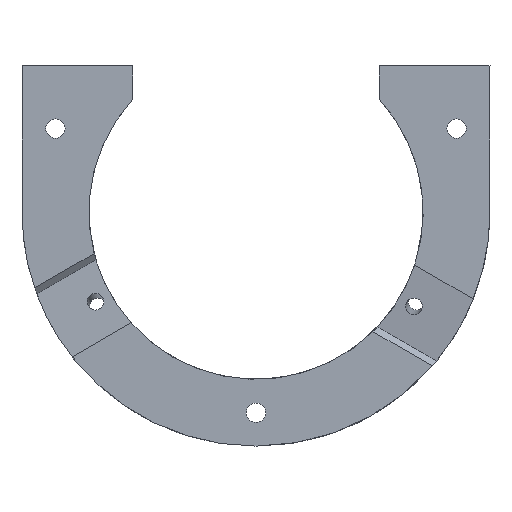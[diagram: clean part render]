
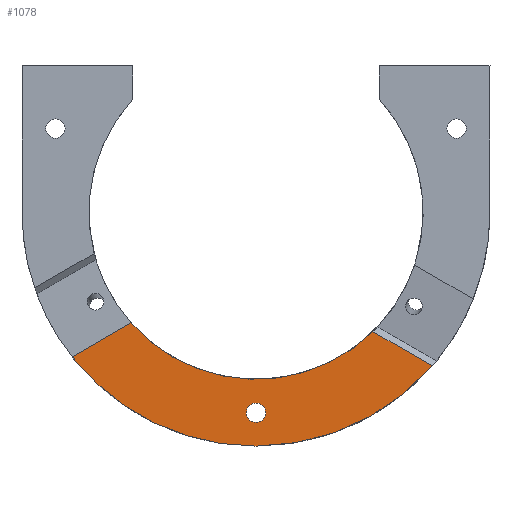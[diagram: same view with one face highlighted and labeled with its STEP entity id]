
A CAD part, left-side view. The second image highlights one B-rep face of the part: STEP entity #1078.
In plain terms, the highlighted planar face has unit normal (-1, 0, 0).
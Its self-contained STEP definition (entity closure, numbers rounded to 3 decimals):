
#100 = CYLINDRICAL_SURFACE('',#101,42.);
#101 = AXIS2_PLACEMENT_3D('',#102,#103,#104);
#102 = CARTESIAN_POINT('',(0.,0.,0.));
#103 = DIRECTION('',(-1.,0.,0.));
#104 = DIRECTION('',(0.,1.,0.));
#403 = VERTEX_POINT('',#404);
#404 = CARTESIAN_POINT('',(0.,0.,-42.)
  );
#418 = CYLINDRICAL_SURFACE('',#419,42.);
#419 = AXIS2_PLACEMENT_3D('',#420,#421,#422);
#420 = CARTESIAN_POINT('',(0.,0.,0.));
#421 = DIRECTION('',(-1.,0.,0.));
#422 = DIRECTION('',(0.,1.,0.));
#430 = EDGE_CURVE('',#431,#403,#433,.T.);
#431 = VERTEX_POINT('',#432);
#432 = CARTESIAN_POINT('',(0.,-31.651,
    -27.608));
#433 = SURFACE_CURVE('',#434,(#439,#446),.PCURVE_S1.);
#434 = CIRCLE('',#435,42.);
#435 = AXIS2_PLACEMENT_3D('',#436,#437,#438);
#436 = CARTESIAN_POINT('',(0.,0.,0.));
#437 = DIRECTION('',(1.,0.,0.));
#438 = DIRECTION('',(0.,1.,0.));
#439 = PCURVE('',#100,#440);
#440 = DEFINITIONAL_REPRESENTATION('',(#441),#445);
#441 = LINE('',#442,#443);
#442 = CARTESIAN_POINT('',(-0.,0.));
#443 = VECTOR('',#444,1.);
#444 = DIRECTION('',(-1.,0.));
#445 = ( GEOMETRIC_REPRESENTATION_CONTEXT(2) 
PARAMETRIC_REPRESENTATION_CONTEXT() REPRESENTATION_CONTEXT('2D SPACE',''
  ) );
#446 = PCURVE('',#447,#452);
#447 = PLANE('',#448);
#448 = AXIS2_PLACEMENT_3D('',#449,#450,#451);
#449 = CARTESIAN_POINT('',(0.,0.,
    -6.526));
#450 = DIRECTION('',(-1.,0.,0.));
#451 = DIRECTION('',(0.,0.,-1.));
#452 = DEFINITIONAL_REPRESENTATION('',(#453),#461);
#453 = ( BOUNDED_CURVE() B_SPLINE_CURVE(2,(#454,#455,#456,#457,#458,#459
,#460),.UNSPECIFIED.,.T.,.F.) B_SPLINE_CURVE_WITH_KNOTS((1,2,2,2,2,1),(
    -2.094,0.,2.094,4.189,6.283,
8.378),.UNSPECIFIED.) CURVE() GEOMETRIC_REPRESENTATION_ITEM() 
RATIONAL_B_SPLINE_CURVE((1.,0.5,1.,0.5,1.,0.5,1.)) REPRESENTATION_ITEM(
  '') );
#454 = CARTESIAN_POINT('',(-6.526,-42.));
#455 = CARTESIAN_POINT('',(-79.272,-42.));
#456 = CARTESIAN_POINT('',(-42.899,21.));
#457 = CARTESIAN_POINT('',(-6.526,84.));
#458 = CARTESIAN_POINT('',(29.847,21.));
#459 = CARTESIAN_POINT('',(66.22,-42.));
#460 = CARTESIAN_POINT('',(-6.526,-42.));
#461 = ( GEOMETRIC_REPRESENTATION_CONTEXT(2) 
PARAMETRIC_REPRESENTATION_CONTEXT() REPRESENTATION_CONTEXT('2D SPACE',''
  ) );
#483 = PLANE('',#484);
#484 = AXIS2_PLACEMENT_3D('',#485,#486,#487);
#485 = CARTESIAN_POINT('',(-1.,4.542,-7.867));
#486 = DIRECTION('',(-0.707,-0.354,0.612));
#487 = DIRECTION('',(0.707,-0.354,0.612));
#574 = CYLINDRICAL_SURFACE('',#575,30.);
#575 = AXIS2_PLACEMENT_3D('',#576,#577,#578);
#576 = CARTESIAN_POINT('',(0.,0.,0.));
#577 = DIRECTION('',(-1.,0.,0.));
#578 = DIRECTION('',(0.,1.,0.));
#1031 = VERTEX_POINT('',#1032);
#1032 = CARTESIAN_POINT('',(0.,-20.978,
    -21.446));
#1057 = EDGE_CURVE('',#431,#1031,#1058,.T.);
#1058 = SURFACE_CURVE('',#1059,(#1063,#1070),.PCURVE_S1.);
#1059 = LINE('',#1060,#1061);
#1060 = CARTESIAN_POINT('',(0.,2.629,
    -7.816));
#1061 = VECTOR('',#1062,1.);
#1062 = DIRECTION('',(0.,0.866,0.5));
#1063 = PCURVE('',#483,#1064);
#1064 = DEFINITIONAL_REPRESENTATION('',(#1065),#1069);
#1065 = LINE('',#1066,#1067);
#1066 = CARTESIAN_POINT('',(1.414,-1.631));
#1067 = VECTOR('',#1068,1.);
#1068 = DIRECTION('',(0.,1.));
#1069 = ( GEOMETRIC_REPRESENTATION_CONTEXT(2) 
PARAMETRIC_REPRESENTATION_CONTEXT() REPRESENTATION_CONTEXT('2D SPACE',''
  ) );
#1070 = PCURVE('',#447,#1071);
#1071 = DEFINITIONAL_REPRESENTATION('',(#1072),#1076);
#1072 = LINE('',#1073,#1074);
#1073 = CARTESIAN_POINT('',(1.291,-2.629));
#1074 = VECTOR('',#1075,1.);
#1075 = DIRECTION('',(-0.5,-0.866));
#1076 = ( GEOMETRIC_REPRESENTATION_CONTEXT(2) 
PARAMETRIC_REPRESENTATION_CONTEXT() REPRESENTATION_CONTEXT('2D SPACE',''
  ) );
#1078 = ADVANCED_FACE('',(#1079,#1165),#447,.T.);
#1079 = FACE_BOUND('',#1080,.T.);
#1080 = EDGE_LOOP('',(#1081,#1082,#1083,#1111,#1139));
#1081 = ORIENTED_EDGE('',*,*,#430,.F.);
#1082 = ORIENTED_EDGE('',*,*,#1057,.T.);
#1083 = ORIENTED_EDGE('',*,*,#1084,.T.);
#1084 = EDGE_CURVE('',#1031,#1085,#1087,.T.);
#1085 = VERTEX_POINT('',#1086);
#1086 = CARTESIAN_POINT('',(0.,22.456,
    -19.893));
#1087 = SURFACE_CURVE('',#1088,(#1093,#1104),.PCURVE_S1.);
#1088 = CIRCLE('',#1089,30.);
#1089 = AXIS2_PLACEMENT_3D('',#1090,#1091,#1092);
#1090 = CARTESIAN_POINT('',(0.,0.,0.));
#1091 = DIRECTION('',(1.,0.,0.));
#1092 = DIRECTION('',(0.,1.,0.));
#1093 = PCURVE('',#447,#1094);
#1094 = DEFINITIONAL_REPRESENTATION('',(#1095),#1103);
#1095 = ( BOUNDED_CURVE() B_SPLINE_CURVE(2,(#1096,#1097,#1098,#1099,
#1100,#1101,#1102),.UNSPECIFIED.,.T.,.F.) B_SPLINE_CURVE_WITH_KNOTS((1,2
    ,2,2,2,1),(-2.094,0.,2.094,4.189,
6.283,8.378),.UNSPECIFIED.) CURVE() 
GEOMETRIC_REPRESENTATION_ITEM() RATIONAL_B_SPLINE_CURVE((1.,0.5,1.,0.5,
1.,0.5,1.)) REPRESENTATION_ITEM('') );
#1096 = CARTESIAN_POINT('',(-6.526,-30.));
#1097 = CARTESIAN_POINT('',(-58.487,-30.));
#1098 = CARTESIAN_POINT('',(-32.507,15.));
#1099 = CARTESIAN_POINT('',(-6.526,60.));
#1100 = CARTESIAN_POINT('',(19.455,15.));
#1101 = CARTESIAN_POINT('',(45.436,-30.));
#1102 = CARTESIAN_POINT('',(-6.526,-30.));
#1103 = ( GEOMETRIC_REPRESENTATION_CONTEXT(2) 
PARAMETRIC_REPRESENTATION_CONTEXT() REPRESENTATION_CONTEXT('2D SPACE',''
  ) );
#1104 = PCURVE('',#574,#1105);
#1105 = DEFINITIONAL_REPRESENTATION('',(#1106),#1110);
#1106 = LINE('',#1107,#1108);
#1107 = CARTESIAN_POINT('',(-0.,0.));
#1108 = VECTOR('',#1109,1.);
#1109 = DIRECTION('',(-1.,0.));
#1110 = ( GEOMETRIC_REPRESENTATION_CONTEXT(2) 
PARAMETRIC_REPRESENTATION_CONTEXT() REPRESENTATION_CONTEXT('2D SPACE',''
  ) );
#1111 = ORIENTED_EDGE('',*,*,#1112,.T.);
#1112 = EDGE_CURVE('',#1085,#1113,#1115,.T.);
#1113 = VERTEX_POINT('',#1114);
#1114 = CARTESIAN_POINT('',(0.,33.,
    -25.981));
#1115 = SURFACE_CURVE('',#1116,(#1120,#1127),.PCURVE_S1.);
#1116 = LINE('',#1117,#1118);
#1117 = CARTESIAN_POINT('',(0.,-3.,-5.196));
#1118 = VECTOR('',#1119,1.);
#1119 = DIRECTION('',(0.,0.866,-0.5));
#1120 = PCURVE('',#447,#1121);
#1121 = DEFINITIONAL_REPRESENTATION('',(#1122),#1126);
#1122 = LINE('',#1123,#1124);
#1123 = CARTESIAN_POINT('',(-1.33,3.));
#1124 = VECTOR('',#1125,1.);
#1125 = DIRECTION('',(0.5,-0.866));
#1126 = ( GEOMETRIC_REPRESENTATION_CONTEXT(2) 
PARAMETRIC_REPRESENTATION_CONTEXT() REPRESENTATION_CONTEXT('2D SPACE',''
  ) );
#1127 = PCURVE('',#1128,#1133);
#1128 = PLANE('',#1129);
#1129 = AXIS2_PLACEMENT_3D('',#1130,#1131,#1132);
#1130 = CARTESIAN_POINT('',(1.133,3.475,6.019)
  );
#1131 = DIRECTION('',(-0.996,0.044,
    0.075));
#1132 = DIRECTION('',(-0.087,-0.498,
    -0.863));
#1133 = DEFINITIONAL_REPRESENTATION('',(#1134),#1138);
#1134 = LINE('',#1135,#1136);
#1135 = CARTESIAN_POINT('',(13.,0.));
#1136 = VECTOR('',#1137,1.);
#1137 = DIRECTION('',(0.,-1.));
#1138 = ( GEOMETRIC_REPRESENTATION_CONTEXT(2) 
PARAMETRIC_REPRESENTATION_CONTEXT() REPRESENTATION_CONTEXT('2D SPACE',''
  ) );
#1139 = ORIENTED_EDGE('',*,*,#1140,.F.);
#1140 = EDGE_CURVE('',#403,#1113,#1141,.T.);
#1141 = SURFACE_CURVE('',#1142,(#1147,#1158),.PCURVE_S1.);
#1142 = CIRCLE('',#1143,42.);
#1143 = AXIS2_PLACEMENT_3D('',#1144,#1145,#1146);
#1144 = CARTESIAN_POINT('',(0.,0.,0.));
#1145 = DIRECTION('',(1.,0.,0.));
#1146 = DIRECTION('',(0.,1.,0.));
#1147 = PCURVE('',#447,#1148);
#1148 = DEFINITIONAL_REPRESENTATION('',(#1149),#1157);
#1149 = ( BOUNDED_CURVE() B_SPLINE_CURVE(2,(#1150,#1151,#1152,#1153,
#1154,#1155,#1156),.UNSPECIFIED.,.T.,.F.) B_SPLINE_CURVE_WITH_KNOTS((1,2
    ,2,2,2,1),(-2.094,0.,2.094,4.189,
6.283,8.378),.UNSPECIFIED.) CURVE() 
GEOMETRIC_REPRESENTATION_ITEM() RATIONAL_B_SPLINE_CURVE((1.,0.5,1.,0.5,
1.,0.5,1.)) REPRESENTATION_ITEM('') );
#1150 = CARTESIAN_POINT('',(-6.526,-42.));
#1151 = CARTESIAN_POINT('',(-79.272,-42.));
#1152 = CARTESIAN_POINT('',(-42.899,21.));
#1153 = CARTESIAN_POINT('',(-6.526,84.));
#1154 = CARTESIAN_POINT('',(29.847,21.));
#1155 = CARTESIAN_POINT('',(66.22,-42.));
#1156 = CARTESIAN_POINT('',(-6.526,-42.));
#1157 = ( GEOMETRIC_REPRESENTATION_CONTEXT(2) 
PARAMETRIC_REPRESENTATION_CONTEXT() REPRESENTATION_CONTEXT('2D SPACE',''
  ) );
#1158 = PCURVE('',#418,#1159);
#1159 = DEFINITIONAL_REPRESENTATION('',(#1160),#1164);
#1160 = LINE('',#1161,#1162);
#1161 = CARTESIAN_POINT('',(-0.,0.));
#1162 = VECTOR('',#1163,1.);
#1163 = DIRECTION('',(-1.,0.));
#1164 = ( GEOMETRIC_REPRESENTATION_CONTEXT(2) 
PARAMETRIC_REPRESENTATION_CONTEXT() REPRESENTATION_CONTEXT('2D SPACE',''
  ) );
#1165 = FACE_BOUND('',#1166,.T.);
#1166 = EDGE_LOOP('',(#1167));
#1167 = ORIENTED_EDGE('',*,*,#1168,.F.);
#1168 = EDGE_CURVE('',#1169,#1169,#1171,.T.);
#1169 = VERTEX_POINT('',#1170);
#1170 = CARTESIAN_POINT('',(0.,1.725,-36.));
#1171 = SURFACE_CURVE('',#1172,(#1177,#1184),.PCURVE_S1.);
#1172 = CIRCLE('',#1173,1.725);
#1173 = AXIS2_PLACEMENT_3D('',#1174,#1175,#1176);
#1174 = CARTESIAN_POINT('',(0.,0.,-36.
    ));
#1175 = DIRECTION('',(-1.,0.,0.));
#1176 = DIRECTION('',(0.,1.,0.));
#1177 = PCURVE('',#447,#1178);
#1178 = DEFINITIONAL_REPRESENTATION('',(#1179),#1183);
#1179 = CIRCLE('',#1180,1.725);
#1180 = AXIS2_PLACEMENT_2D('',#1181,#1182);
#1181 = CARTESIAN_POINT('',(29.474,0.));
#1182 = DIRECTION('',(0.,-1.));
#1183 = ( GEOMETRIC_REPRESENTATION_CONTEXT(2) 
PARAMETRIC_REPRESENTATION_CONTEXT() REPRESENTATION_CONTEXT('2D SPACE',''
  ) );
#1184 = PCURVE('',#1185,#1190);
#1185 = CYLINDRICAL_SURFACE('',#1186,1.725);
#1186 = AXIS2_PLACEMENT_3D('',#1187,#1188,#1189);
#1187 = CARTESIAN_POINT('',(12.,0.,-36.));
#1188 = DIRECTION('',(-1.,0.,0.));
#1189 = DIRECTION('',(0.,1.,0.));
#1190 = DEFINITIONAL_REPRESENTATION('',(#1191),#1195);
#1191 = LINE('',#1192,#1193);
#1192 = CARTESIAN_POINT('',(-6.283,12.));
#1193 = VECTOR('',#1194,1.);
#1194 = DIRECTION('',(1.,-0.));
#1195 = ( GEOMETRIC_REPRESENTATION_CONTEXT(2) 
PARAMETRIC_REPRESENTATION_CONTEXT() REPRESENTATION_CONTEXT('2D SPACE',''
  ) );
